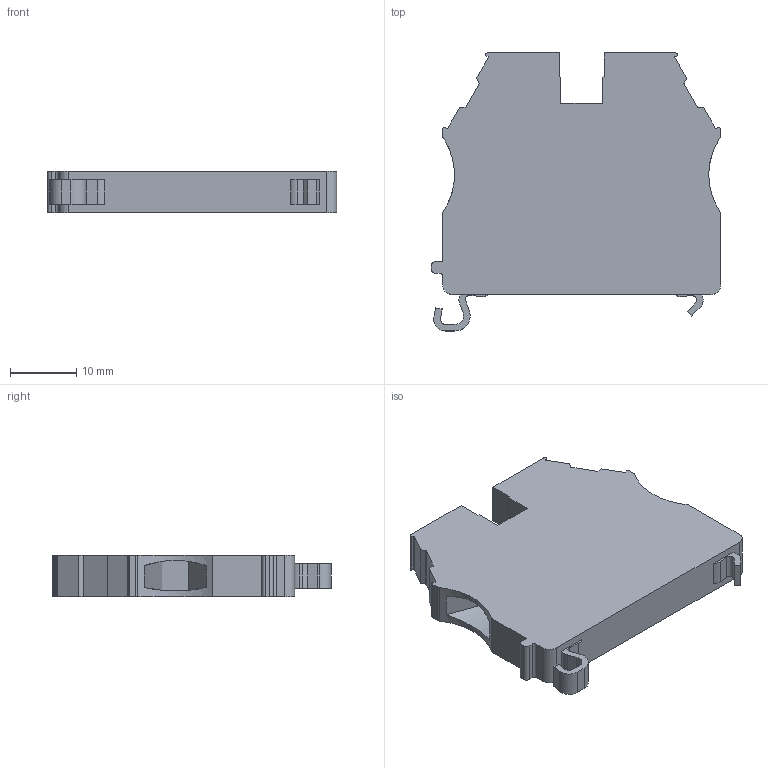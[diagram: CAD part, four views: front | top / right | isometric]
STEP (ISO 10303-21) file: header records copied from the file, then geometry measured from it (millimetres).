
FILE_DESCRIPTION (( 'STEP AP214' ), '1' );
FILE_NAME ('KN-G10SP.step', '2015-05-04T11:26:26', ( '' ), ( '' ), 'SwSTEP 2.0', 'SolidWorks 2014', '' );
FILE_SCHEMA (( 'AUTOMOTIVE_DESIGN' ));
Length unit declared in the file: millimetre
Products named in the file (1): KN-G10SP
Bounding box: 43.7 x 42 x 6.2 mm (x, y, z)
Volume: 7839.6 mm3; surface area: 4466.3 mm2
Topology: 3 solids, 3 shells, 116 faces, 321 edges, 214 vertices
Faces by surface type: plane 64, cylinder 52
Entity records: 4177 total; most frequent: CARTESIAN_POINT 742, ORIENTED_EDGE 642, DIRECTION 637, EDGE_CURVE 321, AXIS2_PLACEMENT_3D 215, VERTEX_POINT 214, LINE 207, VECTOR 207
